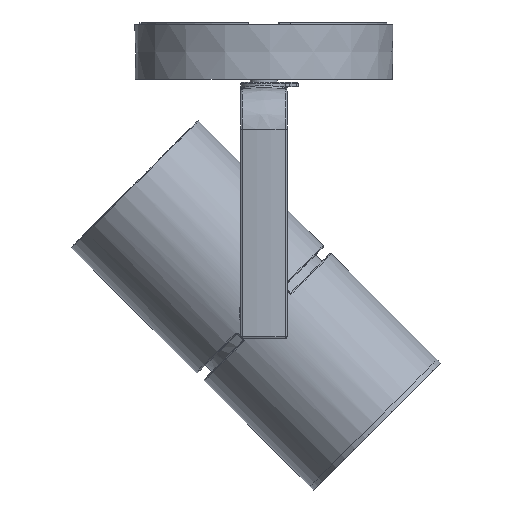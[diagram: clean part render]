
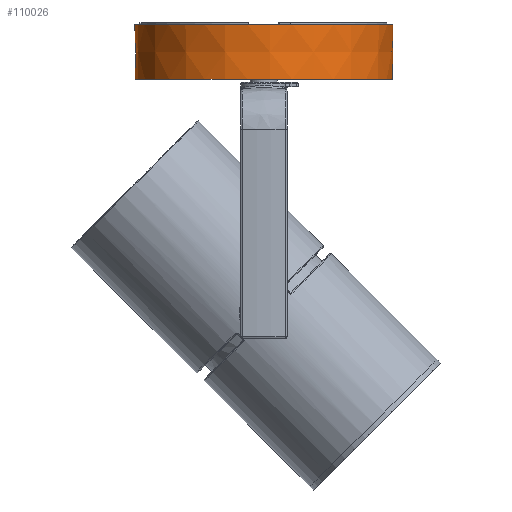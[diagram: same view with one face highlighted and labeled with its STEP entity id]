
A CAD part, left-side view. The second image highlights one B-rep face of the part: STEP entity #110026.
In plain terms, the highlighted conical face has half-angle 0.5 degrees and reference radius 61 mm.
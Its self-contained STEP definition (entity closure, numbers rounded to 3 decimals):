
#930=FACE_BOUND('',#28851,.T.);
#2632=CONICAL_SURFACE('',#119321,61.,0.009);
#6374=LINE('',#286874,#11679);
#6375=LINE('',#286876,#11680);
#6414=LINE('',#287009,#11719);
#11679=VECTOR('',#140821,10.);
#11680=VECTOR('',#140824,10.);
#11719=VECTOR('',#140985,61.);
#21554=FACE_OUTER_BOUND('',#28850,.T.);
#28850=EDGE_LOOP('',(#94368,#94369,#94370,#94371));
#28851=EDGE_LOOP('',(#94372,#94373,#94374,#94375));
#39740=CIRCLE('',#119235,61.227);
#39745=CIRCLE('',#119256,61.196);
#39746=CIRCLE('',#119258,61.179);
#39767=CIRCLE('',#119311,61.);
#48037=VERTEX_POINT('',#286774);
#48057=VERTEX_POINT('',#286862);
#48058=VERTEX_POINT('',#286864);
#48059=VERTEX_POINT('',#286868);
#48060=VERTEX_POINT('',#286870);
#48091=VERTEX_POINT('',#286995);
#63704=EDGE_CURVE('',#48037,#48037,#39740,.F.);
#63736=EDGE_CURVE('',#48057,#48058,#39745,.F.);
#63738=EDGE_CURVE('',#48060,#48059,#39746,.F.);
#63740=EDGE_CURVE('',#48058,#48060,#6374,.F.);
#63741=EDGE_CURVE('',#48059,#48057,#6375,.T.);
#63800=EDGE_CURVE('',#48091,#48091,#39767,.T.);
#63805=EDGE_CURVE('',#48037,#48091,#6414,.T.);
#94368=ORIENTED_EDGE('',*,*,#63704,.F.);
#94369=ORIENTED_EDGE('',*,*,#63805,.T.);
#94370=ORIENTED_EDGE('',*,*,#63800,.T.);
#94371=ORIENTED_EDGE('',*,*,#63805,.F.);
#94372=ORIENTED_EDGE('',*,*,#63738,.T.);
#94373=ORIENTED_EDGE('',*,*,#63741,.T.);
#94374=ORIENTED_EDGE('',*,*,#63736,.T.);
#94375=ORIENTED_EDGE('',*,*,#63740,.T.);
#110026=ADVANCED_FACE('',(#21554,#930),#2632,.T.);
#119235=AXIS2_PLACEMENT_3D('',#286775,#140749,#140750);
#119256=AXIS2_PLACEMENT_3D('',#286866,#140811,#140812);
#119258=AXIS2_PLACEMENT_3D('',#286871,#140816,#140817);
#119311=AXIS2_PLACEMENT_3D('',#286996,#140963,#140964);
#119321=AXIS2_PLACEMENT_3D('',#287008,#140983,#140984);
#140749=DIRECTION('center_axis',(0.,0.,
-1.));
#140750=DIRECTION('ref_axis',(0.999,0.047,0.));
#140811=DIRECTION('center_axis',(0.,0.,
-1.));
#140812=DIRECTION('ref_axis',(0.999,0.047,0.));
#140816=DIRECTION('center_axis',(0.,0.,
1.));
#140817=DIRECTION('ref_axis',(0.999,0.047,0.));
#140821=DIRECTION('',(0.001,-0.009,1.));
#140824=DIRECTION('',(0.,-0.009,1.));
#140963=DIRECTION('center_axis',(0.,0.,
1.));
#140964=DIRECTION('ref_axis',(0.999,0.047,0.));
#140983=DIRECTION('center_axis',(0.,0.,
1.));
#140984=DIRECTION('ref_axis',(0.999,0.047,0.));
#140985=DIRECTION('',(0.009,0.,-1.));
#286774=CARTESIAN_POINT('',(-61.159,60.843,136.8));
#286775=CARTESIAN_POINT('Origin',(0.,63.724,
136.8));
#286862=CARTESIAN_POINT('',(0.745,2.533,133.3));
#286864=CARTESIAN_POINT('',(5.012,2.734,133.3));
#286866=CARTESIAN_POINT('Origin',(0.,63.724,
133.3));
#286868=CARTESIAN_POINT('',(0.745,2.55,131.3));
#286870=CARTESIAN_POINT('',(5.01,2.751,131.3));
#286871=CARTESIAN_POINT('Origin',(0.,63.724,
131.3));
#286874=CARTESIAN_POINT('',(4.995,2.929,110.8));
#286876=CARTESIAN_POINT('',(0.742,2.729,110.8));
#286995=CARTESIAN_POINT('',(-60.932,60.854,110.8));
#286996=CARTESIAN_POINT('Origin',(0.,63.724,
110.8));
#287008=CARTESIAN_POINT('Origin',(0.,63.724,
110.8));
#287009=CARTESIAN_POINT('',(-60.932,60.854,110.8));
